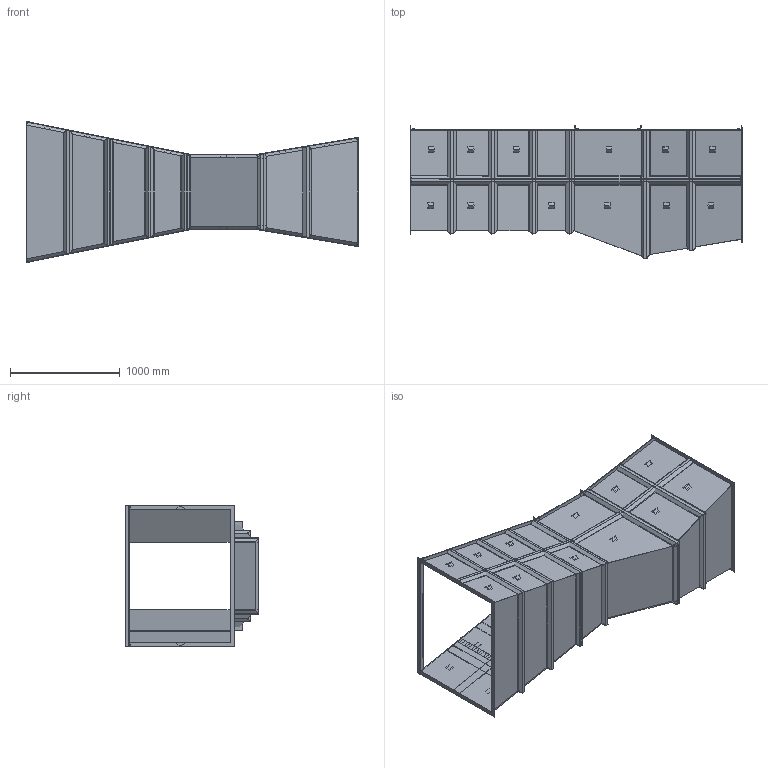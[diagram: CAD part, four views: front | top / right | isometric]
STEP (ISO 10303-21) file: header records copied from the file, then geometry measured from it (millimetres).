
FILE_DESCRIPTION (( 'STEP AP214' ), '1' );
FILE_NAME ('24in Parshall flume Assem1 no options.STEP', '2020-08-13T20:00:28', ( '' ), ( '' ), 'SwSTEP 2.0', 'SolidWorks 2020', '' );
FILE_SCHEMA (( 'AUTOMOTIVE_DESIGN' ));
Length unit declared in the file: inch
Products named in the file (5): 24 Angle bracket; 24in Parshall flume Assem1 no options; Parshal Flume_24 Inch; Parshall Staff Gauge 24in long parshall staff gauge_English Staff Gauge - 36"; 24 MirrorAngle bracket
Assembly tree (26 placements, depth 2):
  24in Parshall flume Assem1 no options
    24 Angle bracket  x23
    24 MirrorAngle bracket
    Parshal Flume_24 Inch
    Parshall Staff Gauge 24in long parshall staff gauge_English Staff Gauge - 36"
Bounding box: 3019.43 x 1213.51 x 1284.2 mm (x, y, z)
Volume: 65525925.7 mm3; surface area: 27322299.3 mm2
Topology: 55 solids, 55 shells, 638 faces, 1578 edges, 1050 vertices
Faces by surface type: plane 630, cylinder 8
Entity records: 15740 total; most frequent: CARTESIAN_POINT 2483, ORIENTED_EDGE 2364, DIRECTION 2164, EDGE_CURVE 1182, VECTOR 1166, LINE 1166, VERTEX_POINT 786, EDGE_LOOP 512
